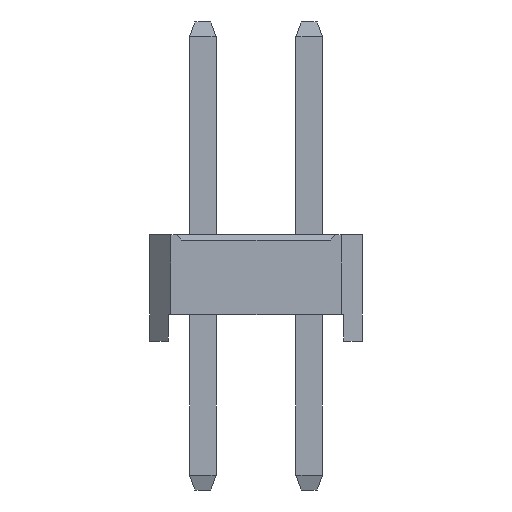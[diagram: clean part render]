
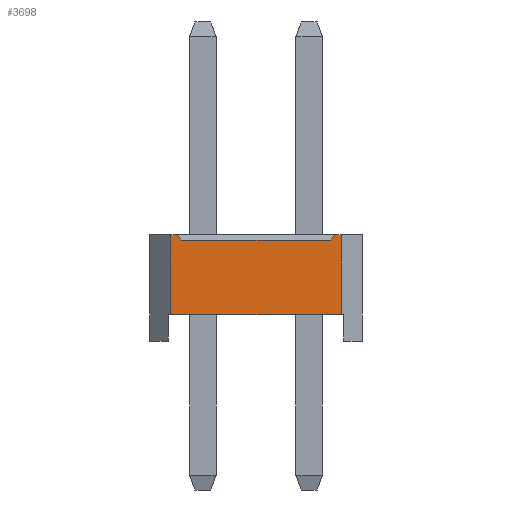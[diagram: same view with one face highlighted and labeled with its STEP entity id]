
A CAD part, left-side view. The second image highlights one B-rep face of the part: STEP entity #3698.
In plain terms, the highlighted planar face has unit normal (-1, 0, 0).
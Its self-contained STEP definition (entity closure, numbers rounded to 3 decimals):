
#3698=ADVANCED_FACE('',(#14900),#14902,.T.);
#14900=FACE_BOUND('',#14901,.T.);
#14901=EDGE_LOOP('',(#23663,#23664,#23665,#23666,#23667,#23668,#23669,#23670));
#14902=PLANE('',#14903);
#14903=AXIS2_PLACEMENT_3D('',#14904,#14905,#14906);
#14904=CARTESIAN_POINT('',(-1.,2.6,0.));
#14905=DIRECTION('',(-1.,0.,0.));
#14906=DIRECTION('',(0.,-1.,0.));
#23663=ORIENTED_EDGE('',*,*,#29074,.F.);
#23664=ORIENTED_EDGE('',*,*,#29075,.T.);
#23665=ORIENTED_EDGE('',*,*,#29076,.F.);
#23666=ORIENTED_EDGE('',*,*,#27871,.F.);
#23667=ORIENTED_EDGE('',*,*,#29077,.F.);
#23668=ORIENTED_EDGE('',*,*,#27428,.T.);
#23669=ORIENTED_EDGE('',*,*,#29073,.T.);
#23670=ORIENTED_EDGE('',*,*,#27875,.F.);
#27428=EDGE_CURVE('',#30541,#30539,#30542,.T.);
#27871=EDGE_CURVE('',#31425,#31427,#31428,.T.);
#27875=EDGE_CURVE('',#31433,#31435,#31436,.T.);
#29073=EDGE_CURVE('',#30539,#31435,#33426,.T.);
#29074=EDGE_CURVE('',#33427,#31433,#33428,.F.);
#29075=EDGE_CURVE('',#33427,#33429,#33430,.T.);
#29076=EDGE_CURVE('',#31427,#33429,#33431,.F.);
#29077=EDGE_CURVE('',#30541,#31425,#33432,.T.);
#30539=VERTEX_POINT('',#35586);
#30541=VERTEX_POINT('',#35590);
#30542=LINE('',#35591,#35592);
#31425=VERTEX_POINT('',#37358);
#31427=VERTEX_POINT('',#37362);
#31428=LINE('',#37363,#37364);
#31433=VERTEX_POINT('',#37374);
#31435=VERTEX_POINT('',#37378);
#31436=LINE('',#37379,#37380);
#33426=LINE('',#41765,#41766);
#33427=VERTEX_POINT('',#41768);
#33428=LINE('',#41769,#41770);
#33429=VERTEX_POINT('',#41772);
#33430=LINE('',#41773,#41774);
#33431=LINE('',#41776,#41777);
#33432=LINE('',#41779,#41780);
#35586=CARTESIAN_POINT('',(-1.,-0.6,0.5));
#35590=CARTESIAN_POINT('',(-1.,2.6,0.5));
#35591=CARTESIAN_POINT('',(-1.,2.6,0.5));
#35592=VECTOR('',#35593,1.);
#35593=DIRECTION('',(0.,-1.,0.));
#37358=CARTESIAN_POINT('',(-1.,2.6,2.));
#37362=CARTESIAN_POINT('',(-1.,2.5,2.));
#37363=CARTESIAN_POINT('',(-1.,2.6,2.));
#37364=VECTOR('',#37365,1.);
#37365=DIRECTION('',(0.,-1.,0.));
#37374=CARTESIAN_POINT('',(-1.,-0.5,2.));
#37378=CARTESIAN_POINT('',(-1.,-0.6,2.));
#37379=CARTESIAN_POINT('',(-1.,-0.5,2.));
#37380=VECTOR('',#37381,1.);
#37381=DIRECTION('',(0.,-1.,0.));
#41765=CARTESIAN_POINT('',(-1.,-0.6,0.5));
#41766=VECTOR('',#41767,1.);
#41767=DIRECTION('',(0.,0.,1.));
#41768=CARTESIAN_POINT('',(-1.,-0.4,1.9));
#41769=CARTESIAN_POINT('',(-1.,-0.5,2.));
#41770=VECTOR('',#41771,1.);
#41771=DIRECTION('',(0.,0.707,-0.707));
#41772=CARTESIAN_POINT('',(-1.,2.4,1.9));
#41773=CARTESIAN_POINT('',(-1.,-0.4,1.9));
#41774=VECTOR('',#41775,1.);
#41775=DIRECTION('',(0.,1.,0.));
#41776=CARTESIAN_POINT('',(-1.,2.4,1.9));
#41777=VECTOR('',#41778,1.);
#41778=DIRECTION('',(0.,0.707,0.707));
#41779=CARTESIAN_POINT('',(-1.,2.6,0.5));
#41780=VECTOR('',#41781,1.);
#41781=DIRECTION('',(0.,0.,1.));
